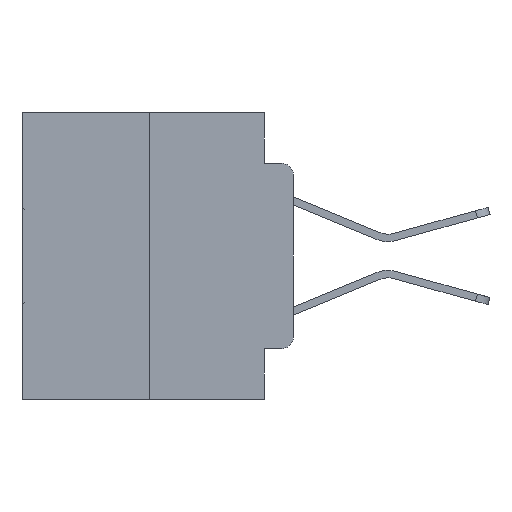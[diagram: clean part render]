
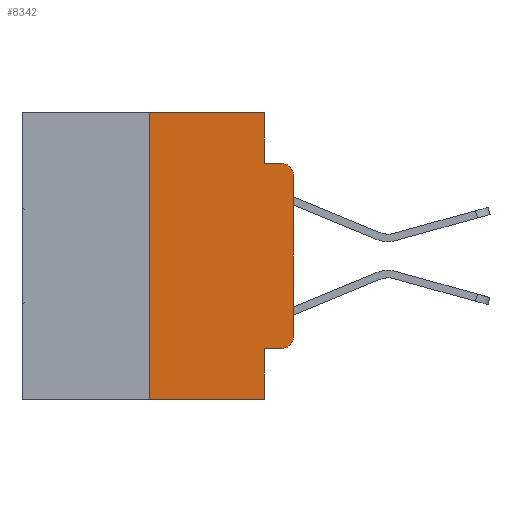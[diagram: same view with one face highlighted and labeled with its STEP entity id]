
A CAD part, left-side view. The second image highlights one B-rep face of the part: STEP entity #8342.
In plain terms, the highlighted planar face has unit normal (-1, 0, 0).
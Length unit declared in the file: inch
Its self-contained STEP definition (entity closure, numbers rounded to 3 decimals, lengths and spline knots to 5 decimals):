
#133 = LINE ( 'NONE', #18690, #26352 ) ;
#470 = VERTEX_POINT ( 'NONE', #16542 ) ;
#492 = VERTEX_POINT ( 'NONE', #29409 ) ;
#589 = AXIS2_PLACEMENT_3D ( 'NONE', #30345, #16340, #1852 ) ;
#628 = VERTEX_POINT ( 'NONE', #10370 ) ;
#753 = VECTOR ( 'NONE', #4207, 39.37008 ) ;
#1725 = FACE_OUTER_BOUND ( 'NONE', #11063, .T. ) ;
#1852 = DIRECTION ( 'NONE',  ( 0., 0., -1. ) ) ;
#2642 = PLANE ( 'NONE',  #25387 ) ;
#3860 = EDGE_CURVE ( 'NONE', #628, #470, #15097, .T. ) ;
#4036 = VERTEX_POINT ( 'NONE', #23367 ) ;
#4207 = DIRECTION ( 'NONE',  ( 0., -1., 0. ) ) ;
#4365 = DIRECTION ( 'NONE',  ( 0., -1., 0. ) ) ;
#4749 = EDGE_CURVE ( 'NONE', #24440, #23151, #28996, .T. ) ;
#4789 = CIRCLE ( 'NONE', #589, 0.02 ) ;
#4866 = VECTOR ( 'NONE', #13902, 39.37008 ) ;
#5154 = DIRECTION ( 'NONE',  ( 1., 0., 0. ) ) ;
#5436 = EDGE_CURVE ( 'NONE', #26678, #628, #11279, .T. ) ;
#5999 = CARTESIAN_POINT ( 'NONE',  ( 0., 0.25, 0. ) ) ;
#6750 = LINE ( 'NONE', #7307, #19406 ) ;
#6940 = ORIENTED_EDGE ( 'NONE', *, *, #29893, .F. ) ;
#7307 = CARTESIAN_POINT ( 'NONE',  ( 0., 0., 0. ) ) ;
#8342 = ADVANCED_FACE ( 'NONE', ( #1725 ), #2642, .F. ) ;
#8524 = LINE ( 'NONE', #9671, #20394 ) ;
#8780 = EDGE_CURVE ( 'NONE', #470, #492, #133, .T. ) ;
#9234 = CARTESIAN_POINT ( 'NONE',  ( 0., 0.051, -0.5 ) ) ;
#9314 = VERTEX_POINT ( 'NONE', #15899 ) ;
#9671 = CARTESIAN_POINT ( 'NONE',  ( 0., 0.25, 0. ) ) ;
#9882 = CARTESIAN_POINT ( 'NONE',  ( 0., 0.051, 0. ) ) ;
#10370 = CARTESIAN_POINT ( 'NONE',  ( 0., 0.051, 0. ) ) ;
#11063 = EDGE_LOOP ( 'NONE', ( #19145, #12649, #17886, #19353, #18153, #6940, #22316, #16751, #15737, #27175 ) ) ;
#11279 = LINE ( 'NONE', #16223, #4866 ) ;
#12297 = CARTESIAN_POINT ( 'NONE',  ( 0., 0.473, 0. ) ) ;
#12541 = CARTESIAN_POINT ( 'NONE',  ( 0., 0.02, -0.3915 ) ) ;
#12649 = ORIENTED_EDGE ( 'NONE', *, *, #18347, .T. ) ;
#13181 = LINE ( 'NONE', #9882, #13918 ) ;
#13741 = CARTESIAN_POINT ( 'NONE',  ( 0., 0., -0.3915 ) ) ;
#13902 = DIRECTION ( 'NONE',  ( 0., -1., 0. ) ) ;
#13918 = VECTOR ( 'NONE', #26376, 39.37008 ) ;
#14373 = AXIS2_PLACEMENT_3D ( 'NONE', #12541, #28995, #14945 ) ;
#14945 = DIRECTION ( 'NONE',  ( 0., 0., -1. ) ) ;
#15097 = LINE ( 'NONE', #15683, #22814 ) ;
#15683 = CARTESIAN_POINT ( 'NONE',  ( 0., 0.051, 0. ) ) ;
#15737 = ORIENTED_EDGE ( 'NONE', *, *, #23658, .T. ) ;
#15899 = CARTESIAN_POINT ( 'NONE',  ( 0., 0.051, -0.4115 ) ) ;
#16223 = CARTESIAN_POINT ( 'NONE',  ( 0., 0.473, 0. ) ) ;
#16309 = CARTESIAN_POINT ( 'NONE',  ( 0., 0.051, -0.4115 ) ) ;
#16340 = DIRECTION ( 'NONE',  ( -1., 0., 0. ) ) ;
#16542 = CARTESIAN_POINT ( 'NONE',  ( 0., 0.051, -0.0885 ) ) ;
#16545 = VECTOR ( 'NONE', #21162, 39.37008 ) ;
#16751 = ORIENTED_EDGE ( 'NONE', *, *, #25222, .F. ) ;
#17387 = EDGE_CURVE ( 'NONE', #27534, #24263, #21242, .T. ) ;
#17886 = ORIENTED_EDGE ( 'NONE', *, *, #8780, .F. ) ;
#18047 = DIRECTION ( 'NONE',  ( 0., 0., -1. ) ) ;
#18153 = ORIENTED_EDGE ( 'NONE', *, *, #5436, .F. ) ;
#18347 = EDGE_CURVE ( 'NONE', #4036, #492, #4789, .T. ) ;
#18690 = CARTESIAN_POINT ( 'NONE',  ( 0., 0.051, -0.0885 ) ) ;
#18736 = CARTESIAN_POINT ( 'NONE',  ( 0., 0.25, -0.5 ) ) ;
#19145 = ORIENTED_EDGE ( 'NONE', *, *, #19899, .T. ) ;
#19194 = DIRECTION ( 'NONE',  ( 0., 0., 1. ) ) ;
#19353 = ORIENTED_EDGE ( 'NONE', *, *, #3860, .F. ) ;
#19406 = VECTOR ( 'NONE', #23907, 39.37008 ) ;
#19899 = EDGE_CURVE ( 'NONE', #24263, #4036, #6750, .T. ) ;
#20394 = VECTOR ( 'NONE', #19194, 39.37008 ) ;
#21162 = DIRECTION ( 'NONE',  ( 0., -1., 0. ) ) ;
#21242 = CIRCLE ( 'NONE', #14373, 0.02 ) ;
#21665 = CARTESIAN_POINT ( 'NONE',  ( 0., 0.02, -0.4115 ) ) ;
#21784 = DIRECTION ( 'NONE',  ( 0., 0., -1. ) ) ;
#22316 = ORIENTED_EDGE ( 'NONE', *, *, #4749, .T. ) ;
#22814 = VECTOR ( 'NONE', #18047, 39.37008 ) ;
#23151 = VERTEX_POINT ( 'NONE', #9234 ) ;
#23367 = CARTESIAN_POINT ( 'NONE',  ( 0., 0., -0.1085 ) ) ;
#23658 = EDGE_CURVE ( 'NONE', #9314, #27534, #26184, .T. ) ;
#23907 = DIRECTION ( 'NONE',  ( 0., 0., 1. ) ) ;
#24263 = VERTEX_POINT ( 'NONE', #13741 ) ;
#24440 = VERTEX_POINT ( 'NONE', #18736 ) ;
#25222 = EDGE_CURVE ( 'NONE', #9314, #23151, #13181, .T. ) ;
#25387 = AXIS2_PLACEMENT_3D ( 'NONE', #12297, #5154, #21784 ) ;
#25790 = CARTESIAN_POINT ( 'NONE',  ( 0., 0.473, -0.5 ) ) ;
#26184 = LINE ( 'NONE', #16309, #753 ) ;
#26352 = VECTOR ( 'NONE', #4365, 39.37008 ) ;
#26376 = DIRECTION ( 'NONE',  ( 0., 0., -1. ) ) ;
#26678 = VERTEX_POINT ( 'NONE', #5999 ) ;
#27175 = ORIENTED_EDGE ( 'NONE', *, *, #17387, .T. ) ;
#27534 = VERTEX_POINT ( 'NONE', #21665 ) ;
#28995 = DIRECTION ( 'NONE',  ( -1., 0., 0. ) ) ;
#28996 = LINE ( 'NONE', #25790, #16545 ) ;
#29409 = CARTESIAN_POINT ( 'NONE',  ( 0., 0.02, -0.0885 ) ) ;
#29893 = EDGE_CURVE ( 'NONE', #24440, #26678, #8524, .T. ) ;
#30345 = CARTESIAN_POINT ( 'NONE',  ( 0., 0.02, -0.1085 ) ) ;
